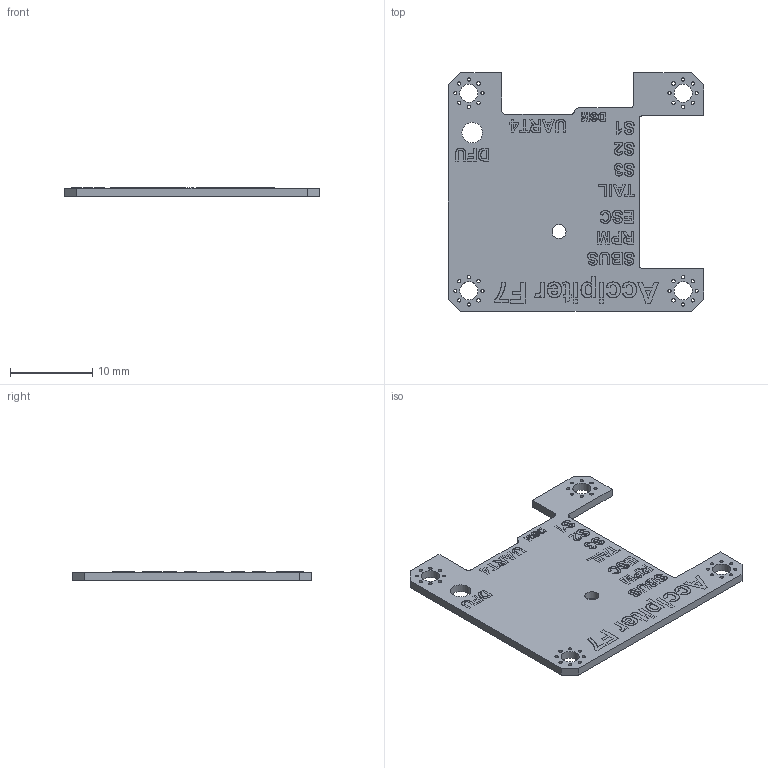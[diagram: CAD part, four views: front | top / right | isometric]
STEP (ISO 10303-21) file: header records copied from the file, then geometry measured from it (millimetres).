
FILE_DESCRIPTION(('FreeCAD Model'),'2;1');
FILE_NAME('Open CASCADE Shape Model','2023-10-14T23:01:02',('Author'),( ''),'Open CASCADE STEP processor 7.6','FreeCAD','Unknown');
FILE_SCHEMA(('AUTOMOTIVE_DESIGN { 1 0 10303 214 1 1 1 1 }'));
Length unit declared in the file: millimetre
Products named in the file (6): Topplate; Local_CS_e7c5; Board_Geoms_e7c5; Pcb_e7c5; PCB_Sketch_e7c5; topSilks_88ca
Assembly tree (5 placements, depth 3):
  Topplate
    Local_CS_e7c5
    Board_Geoms_e7c5
      Pcb_e7c5
      PCB_Sketch_e7c5
      topSilks_88ca
Bounding box: 31 x 29 x 1.07 mm (x, y, z)
Volume: 646.4 mm3; surface area: 1563.6 mm2
Topology: 1 solids, 45 shells, 107 faces, 7213 edges, 7175 vertices
Faces by surface type: plane 63, cylinder 44
Full cylindrical faces by diameter (mm): 0.4 x32, 1.7 x1, 2.2 x4, 2.5 x1
Entity records: 59532 total; most frequent: CARTESIAN_POINT 14503, DIRECTION 7535, ORIENTED_EDGE 7371, EDGE_CURVE 7188, VERTEX_POINT 7127, LINE 7117, VECTOR 7117, AXIS2_PLACEMENT_3D 209
